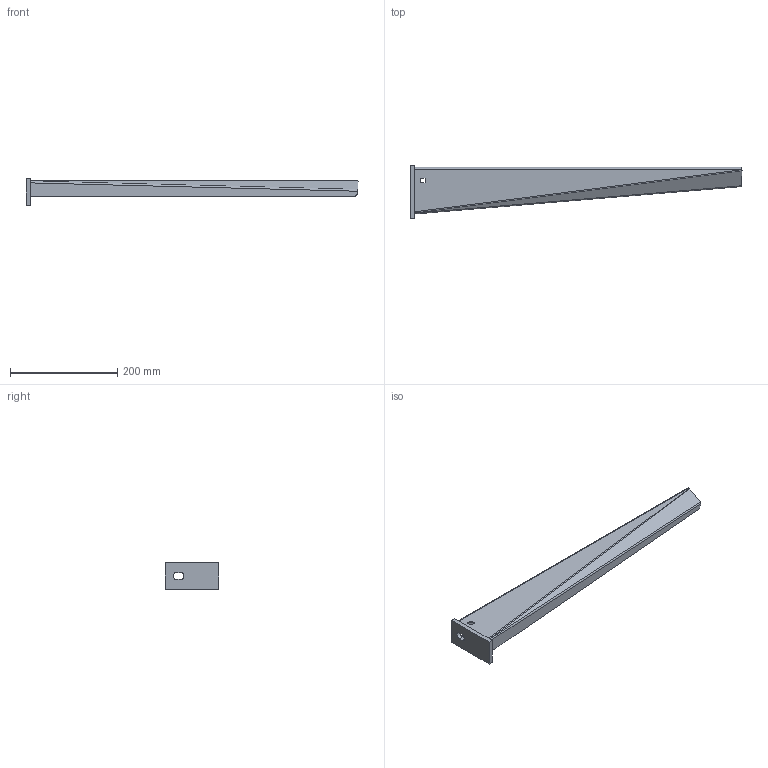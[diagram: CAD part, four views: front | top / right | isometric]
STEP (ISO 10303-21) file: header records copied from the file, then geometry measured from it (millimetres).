
FILE_DESCRIPTION (( 'STEP AP214' ), '1' );
FILE_NAME ('6443627.stp', '2024-05-03T13:29:18', ( '' ), ( '' ), 'SwSTEP 2.0', 'SolidWorks 2022', '' );
FILE_SCHEMA (( 'AUTOMOTIVE_DESIGN' ));
Length unit declared in the file: millimetre
Products named in the file (3): 116530_Formteil AW-AS 30-610 Standard; 6443627; KTS 04.020-006_L=100, t=8, L.loch=13
Assembly tree (2 placements, depth 2):
  6443627
    116530_Formteil AW-AS 30-610 Standard
    KTS 04.020-006_L=100, t=8, L.loch=13
Bounding box: 618.09 x 100 x 50 mm (x, y, z)
Volume: 195172.8 mm3; surface area: 143774.1 mm2
Topology: 2 solids, 2 shells, 75 faces, 189 edges, 118 vertices
Faces by surface type: plane 46, cylinder 24, bspline 5
Entity records: 2398 total; most frequent: CARTESIAN_POINT 485, ORIENTED_EDGE 378, DIRECTION 360, EDGE_CURVE 189, LINE 130, VECTOR 130, VERTEX_POINT 118, AXIS2_PLACEMENT_3D 115
